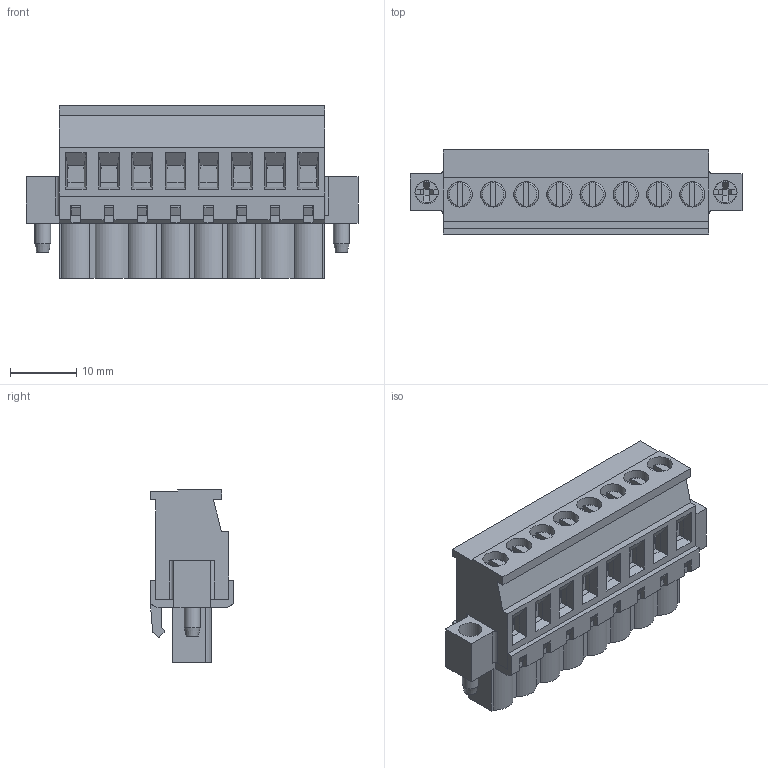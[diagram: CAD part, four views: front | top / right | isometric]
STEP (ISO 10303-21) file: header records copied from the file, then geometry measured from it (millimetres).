
FILE_DESCRIPTION(/* description */ ('Unknown'),/* implementation_level */ '2;1');
FILE_NAME(/* name */ '691345710008',/* time_stamp */ '2016-01-19T11:55:53+01:00',/* author */ ('Unknown'),/* organization */ ('Unknown'),/* preprocessor_version */ 'ST-DEVELOPER v16',/* originating_system */ 'DEX',/* authorisation */ $);
FILE_SCHEMA (('AUTOMOTIVE_DESIGN {1 0 10303 214 3 1 1}'));
Length unit declared in the file: millimetre
Products named in the file (7): 6913457100xx; 691345710008; 6913457100xx_CAGE; 6913457100xx_PIN; 6913457100xx_VIS; 6913457100xx_VIS Flange; 691345710008_BAS
Assembly tree (28 placements, depth 2):
  6913457100xx
    691345710008
    6913457100xx_CAGE  x8
    6913457100xx_PIN  x8
    6913457100xx_VIS  x8
    6913457100xx_VIS Flange  x2
    691345710008_BAS
Bounding box: 50 x 12.65 x 26 mm (x, y, z)
Volume: 6551.5 mm3; surface area: 14704.6 mm2
Topology: 28 solids, 28 shells, 1672 faces, 4669 edges, 3047 vertices
Faces by surface type: plane 1306, cylinder 310, torus 38, cone 18
Full cylindrical faces by diameter (mm): 1.6 x8, 2.4 x10, 2.5 x2, 2.9 x16, 3 x8, 3.5 x2, 3.7 x8, 3.8 x10
Entity records: 31823 total; most frequent: CARTESIAN_POINT 5752, ORIENTED_EDGE 5410, DIRECTION 4918, EDGE_CURVE 2705, LINE 2490, VECTOR 2490, VERTEX_POINT 1793, AXIS2_PLACEMENT_3D 1214
